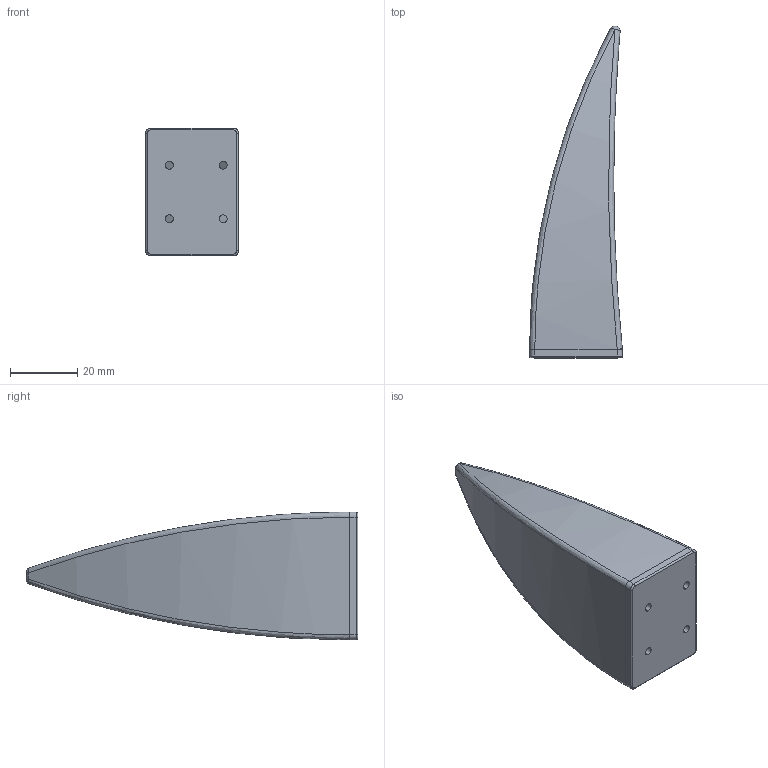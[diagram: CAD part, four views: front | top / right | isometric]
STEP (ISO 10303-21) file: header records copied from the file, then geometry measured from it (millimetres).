
FILE_DESCRIPTION (( 'STEP AP214' ), '1' );
FILE_NAME ('Shin test 2.STEP', '2019-11-20T00:26:35', ( '' ), ( '' ), 'SwSTEP 2.0', 'SolidWorks 2011', '' );
FILE_SCHEMA (( 'AUTOMOTIVE_DESIGN' ));
Length unit declared in the file: inch
Products named in the file (1): Shin test 2
Bounding box: 27.54 x 98.66 x 38 mm (x, y, z)
Volume: 16660.9 mm3; surface area: 13472.6 mm2
Topology: 1 solids, 1 shells, 68 faces, 162 edges, 90 vertices
Faces by surface type: cylinder 32, bspline 18, sphere 6, plane 6, torus 6
Entity records: 2966 total; most frequent: CARTESIAN_POINT 1493, ORIENTED_EDGE 308, DIRECTION 288, EDGE_CURVE 154, AXIS2_PLACEMENT_3D 123, VERTEX_POINT 88, EDGE_LOOP 76, CIRCLE 72
